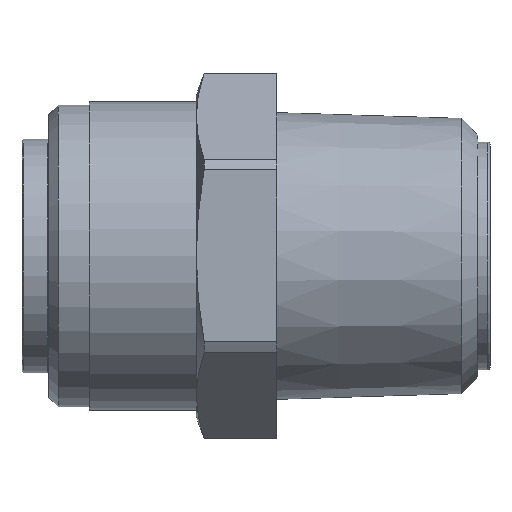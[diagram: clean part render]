
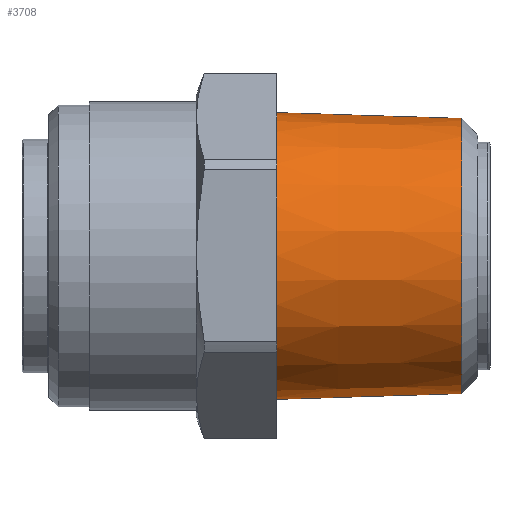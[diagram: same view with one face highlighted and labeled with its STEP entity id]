
A CAD part, top view. The second image highlights one B-rep face of the part: STEP entity #3708.
In plain terms, the highlighted conical face has half-angle 1.791 degrees and reference radius 10.457 mm.
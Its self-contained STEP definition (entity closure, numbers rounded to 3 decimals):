
#40=CONICAL_SURFACE('',#3912,10.457,0.031);
#1026=FACE_BOUND('',#1504,.T.);
#1229=FACE_OUTER_BOUND('',#1503,.T.);
#1503=EDGE_LOOP('',(#3394));
#1504=EDGE_LOOP('',(#3395));
#1576=CIRCLE('',#3910,10.26);
#1577=CIRCLE('',#3913,10.692);
#1926=VERTEX_POINT('',#6874);
#1927=VERTEX_POINT('',#6878);
#2424=EDGE_CURVE('',#1926,#1926,#1576,.T.);
#2425=EDGE_CURVE('',#1927,#1927,#1577,.T.);
#3394=ORIENTED_EDGE('',*,*,#2425,.F.);
#3395=ORIENTED_EDGE('',*,*,#2424,.F.);
#3708=ADVANCED_FACE('',(#1229,#1026),#40,.T.);
#3910=AXIS2_PLACEMENT_3D('',#6875,#4544,#4545);
#3912=AXIS2_PLACEMENT_3D('',#6877,#4548,#4549);
#3913=AXIS2_PLACEMENT_3D('',#6879,#4550,#4551);
#4544=DIRECTION('center_axis',(1.,0.,0.));
#4545=DIRECTION('ref_axis',(0.,-1.,0.));
#4548=DIRECTION('center_axis',(-1.,0.,0.));
#4549=DIRECTION('ref_axis',(0.,1.,0.));
#4550=DIRECTION('center_axis',(-1.,0.,0.));
#4551=DIRECTION('ref_axis',(0.,1.,0.));
#6874=CARTESIAN_POINT('',(22.801,10.26,0.));
#6875=CARTESIAN_POINT('Origin',(22.801,0.,0.));
#6877=CARTESIAN_POINT('Origin',(16.5,0.,0.));
#6878=CARTESIAN_POINT('',(9.,10.692,0.));
#6879=CARTESIAN_POINT('Origin',(9.,0.,0.));
